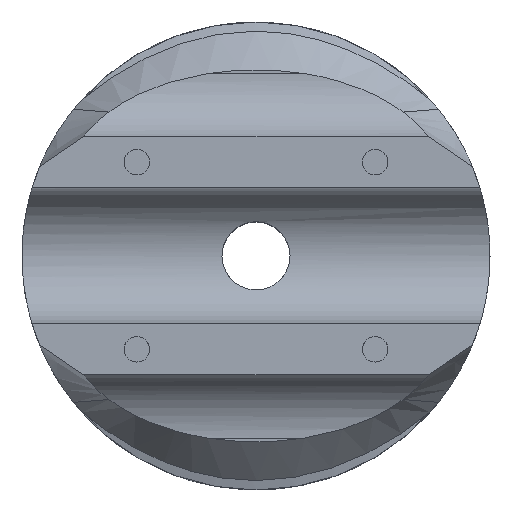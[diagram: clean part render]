
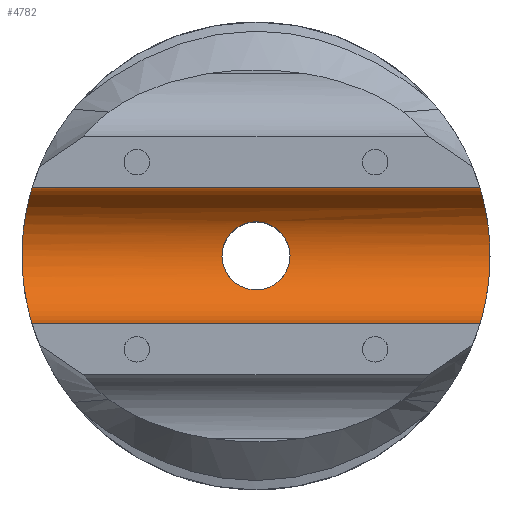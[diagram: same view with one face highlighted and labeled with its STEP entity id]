
A CAD part, top view. The second image highlights one B-rep face of the part: STEP entity #4782.
In plain terms, the highlighted cylindrical face has radius 8 mm (diameter 16 mm), a partial arc.
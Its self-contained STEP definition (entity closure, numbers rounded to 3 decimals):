
#4198=FACE_BOUND('',#6168,.T.);
#4199=FACE_BOUND('',#6169,.T.);
#4782=ADVANCED_FACE('',(#4198,#4199),#5047,.F.);
#5047=CYLINDRICAL_SURFACE('',#13826,8.);
#6168=EDGE_LOOP('',(#9714,#9715,#9716,#9717,#9718,#9719));
#6169=EDGE_LOOP('',(#9720));
#6459=LINE('',#21310,#6750);
#6460=LINE('',#21311,#6751);
#6750=VECTOR('',#15833,1.);
#6751=VECTOR('',#15834,1.);
#9714=ORIENTED_EDGE('',*,*,#10810,.T.);
#9715=ORIENTED_EDGE('',*,*,#10814,.T.);
#9716=ORIENTED_EDGE('',*,*,#12082,.F.);
#9717=ORIENTED_EDGE('',*,*,#10803,.T.);
#9718=ORIENTED_EDGE('',*,*,#10818,.T.);
#9719=ORIENTED_EDGE('',*,*,#12083,.T.);
#9720=ORIENTED_EDGE('',*,*,#10819,.T.);
#9971=VERTEX_POINT('',#16059);
#9975=VERTEX_POINT('',#16083);
#9977=VERTEX_POINT('',#16118);
#9981=VERTEX_POINT('',#16142);
#9984=VERTEX_POINT('',#16199);
#9987=VERTEX_POINT('',#16248);
#9988=VERTEX_POINT('',#16286);
#10803=EDGE_CURVE('',#9975,#9971,#12199,.T.);
#10810=EDGE_CURVE('',#9981,#9977,#12205,.T.);
#10814=EDGE_CURVE('',#9977,#9984,#12210,.T.);
#10818=EDGE_CURVE('',#9971,#9987,#12215,.T.);
#10819=EDGE_CURVE('',#9988,#9988,#12217,.T.);
#12082=EDGE_CURVE('',#9975,#9984,#6459,.T.);
#12083=EDGE_CURVE('',#9987,#9981,#6460,.T.);
#12199=B_SPLINE_CURVE_WITH_KNOTS('',3,(#16092,#16093,#16094,#16095,#16096,
#16097),.UNSPECIFIED.,.F.,.F.,(4,2,4),(0.,0.5,1.),.UNSPECIFIED.);
#12205=B_SPLINE_CURVE_WITH_KNOTS('',3,(#16151,#16152,#16153,#16154,#16155,
#16156),.UNSPECIFIED.,.F.,.F.,(4,2,4),(0.,0.5,1.),.UNSPECIFIED.);
#12210=B_SPLINE_CURVE_WITH_KNOTS('',3,(#16200,#16201,#16202,#16203,#16204,
#16205),.UNSPECIFIED.,.F.,.F.,(4,2,4),(0.,0.5,1.),.UNSPECIFIED.);
#12215=B_SPLINE_CURVE_WITH_KNOTS('',3,(#16249,#16250,#16251,#16252,#16253,
#16254),.UNSPECIFIED.,.F.,.F.,(4,2,4),(0.,0.5,1.),.UNSPECIFIED.);
#12217=B_SPLINE_CURVE_WITH_KNOTS('',3,(#16268,#16269,#16270,#16271,#16272,
#16273,#16274,#16275,#16276,#16277,#16278,#16279,#16280,#16281,#16282,#16283,
#16284,#16285),.UNSPECIFIED.,.T.,.F.,(2,2,2,2,2,2,2,2,2,2,2),(-0.125,0.,
0.125,0.25,0.375,0.5,0.625,0.75,0.875,1.,1.125),.UNSPECIFIED.);
#13826=AXIS2_PLACEMENT_3D('',#21312,#15835,#15836);
#15833=DIRECTION('',(-1.,0.,0.));
#15834=DIRECTION('',(-1.,0.,0.));
#15835=DIRECTION('',(-1.,0.,0.));
#15836=DIRECTION('',(0.,0.,1.));
#16059=CARTESIAN_POINT('',(27.5,0.,6.));
#16083=CARTESIAN_POINT('',(26.311,-8.,14.));
#16092=CARTESIAN_POINT('',(26.311,-8.,14.));
#16093=CARTESIAN_POINT('',(26.311,-8.,11.874));
#16094=CARTESIAN_POINT('',(26.602,-7.126,9.814));
#16095=CARTESIAN_POINT('',(27.219,-4.192,6.877));
#16096=CARTESIAN_POINT('',(27.5,-2.126,6.));
#16097=CARTESIAN_POINT('',(27.5,0.,6.));
#16118=CARTESIAN_POINT('',(-27.5,0.,6.));
#16142=CARTESIAN_POINT('',(-26.311,8.,14.));
#16151=CARTESIAN_POINT('',(-26.311,8.,14.));
#16152=CARTESIAN_POINT('',(-26.311,8.,11.874));
#16153=CARTESIAN_POINT('',(-26.602,7.126,9.814));
#16154=CARTESIAN_POINT('',(-27.219,4.192,6.877));
#16155=CARTESIAN_POINT('',(-27.5,2.126,6.));
#16156=CARTESIAN_POINT('',(-27.5,0.,6.));
#16199=CARTESIAN_POINT('',(-26.311,-8.,14.));
#16200=CARTESIAN_POINT('',(-27.5,0.,6.));
#16201=CARTESIAN_POINT('',(-27.5,-2.125,6.));
#16202=CARTESIAN_POINT('',(-27.22,-4.183,6.869));
#16203=CARTESIAN_POINT('',(-26.601,-7.133,9.82));
#16204=CARTESIAN_POINT('',(-26.311,-8.,11.874));
#16205=CARTESIAN_POINT('',(-26.311,-8.,14.));
#16248=CARTESIAN_POINT('',(26.311,8.,14.));
#16249=CARTESIAN_POINT('',(27.5,0.,6.));
#16250=CARTESIAN_POINT('',(27.5,2.125,6.));
#16251=CARTESIAN_POINT('',(27.22,4.183,6.869));
#16252=CARTESIAN_POINT('',(26.601,7.133,9.82));
#16253=CARTESIAN_POINT('',(26.311,8.,11.874));
#16254=CARTESIAN_POINT('',(26.311,8.,14.));
#16268=CARTESIAN_POINT('',(4.,1.076,6.));
#16269=CARTESIAN_POINT('',(4.,-1.076,6.));
#16270=CARTESIAN_POINT('',(3.552,-2.105,6.243));
#16271=CARTESIAN_POINT('',(2.102,-3.554,6.791));
#16272=CARTESIAN_POINT('',(1.073,-3.997,7.07));
#16273=CARTESIAN_POINT('',(-1.054,-4.002,7.073));
#16274=CARTESIAN_POINT('',(-2.096,-3.558,6.793));
#16275=CARTESIAN_POINT('',(-3.549,-2.111,6.245));
#16276=CARTESIAN_POINT('',(-3.997,-1.072,6.001));
#16277=CARTESIAN_POINT('',(-4.003,1.05,5.999));
#16278=CARTESIAN_POINT('',(-3.558,2.098,6.241));
#16279=CARTESIAN_POINT('',(-2.103,3.555,6.791));
#16280=CARTESIAN_POINT('',(-1.069,3.997,7.07));
#16281=CARTESIAN_POINT('',(1.049,4.003,7.073));
#16282=CARTESIAN_POINT('',(2.092,3.563,6.795));
#16283=CARTESIAN_POINT('',(3.556,2.103,6.242));
#16284=CARTESIAN_POINT('',(4.,1.076,6.));
#16285=CARTESIAN_POINT('',(4.,-1.076,6.));
#16286=CARTESIAN_POINT('',(4.,0.,6.));
#21310=CARTESIAN_POINT('',(272.77,-8.,14.));
#21311=CARTESIAN_POINT('',(272.77,8.,14.));
#21312=CARTESIAN_POINT('',(272.77,0.,14.));
